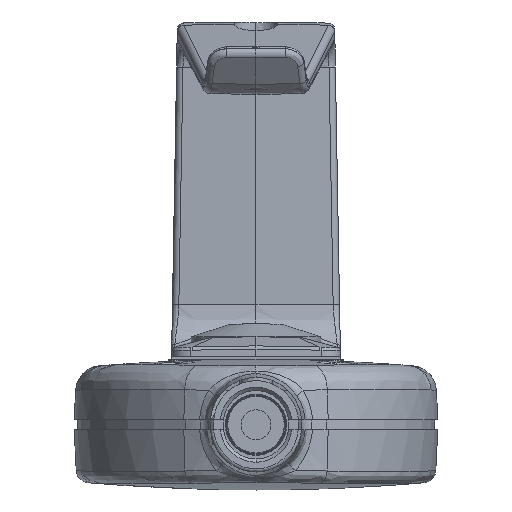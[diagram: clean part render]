
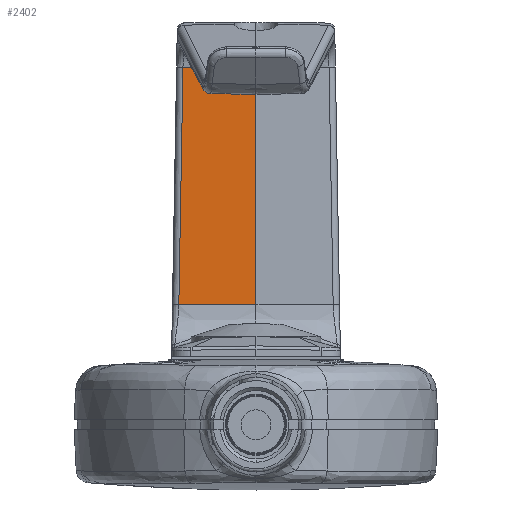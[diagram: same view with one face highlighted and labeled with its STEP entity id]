
A CAD part, front view. The second image highlights one B-rep face of the part: STEP entity #2402.
In plain terms, the highlighted planar face has unit normal (-0.018, -1, 0).
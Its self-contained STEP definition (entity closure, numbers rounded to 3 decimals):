
#2327 = ORIENTED_EDGE ( 'NONE', *, *, #2328, .T. ) ;
#2328 = EDGE_CURVE ( 'NONE', #2399, #2329, #13955, .T. ) ;
#2329 = VERTEX_POINT ( 'NONE', #13951 ) ;
#2330 = ORIENTED_EDGE ( 'NONE', *, *, #5325, .T. ) ;
#2341 = VERTEX_POINT ( 'NONE', #13988 ) ;
#2383 = VERTEX_POINT ( 'NONE', #14175 ) ;
#2384 = ORIENTED_EDGE ( 'NONE', *, *, #2385, .F. ) ;
#2385 = EDGE_CURVE ( 'NONE', #2341, #2383, #14112, .T. ) ;
#2399 = VERTEX_POINT ( 'NONE', #14203 ) ;
#2401 = EDGE_CURVE ( 'NONE', #2341, #2399, #14202, .T. ) ;
#2402 = ADVANCED_FACE ( 'NONE', ( #14197 ), #14195, .T. ) ;
#2403 = EDGE_LOOP ( 'NONE', ( #2404, #2327, #2330, #2384 ) ) ;
#2404 = ORIENTED_EDGE ( 'NONE', *, *, #2401, .T. ) ;
#5325 = EDGE_CURVE ( 'NONE', #2329, #2383, #23868, .T. ) ;
#13951 = CARTESIAN_POINT ( 'NONE',  ( -0.001, 62.899, 55.3 ) ) ;
#13952 = DIRECTION ( 'NONE',  ( 0., 0., 1. ) ) ;
#13953 = VECTOR ( 'NONE', #13952, 1000. ) ;
#13954 = CARTESIAN_POINT ( 'NONE',  ( -0.001, 62.899, 16.969 ) ) ;
#13955 = LINE ( 'NONE', #13954, #13953 ) ;
#13988 = CARTESIAN_POINT ( 'NONE',  ( -11.878, 63.106, 18.8 ) ) ;
#14112 = LINE ( 'NONE', #14171, #14170 ) ;
#14169 = DIRECTION ( 'NONE',  ( 0.017, 0., 1. ) ) ;
#14170 = VECTOR ( 'NONE', #14169, 1000. ) ;
#14171 = CARTESIAN_POINT ( 'NONE',  ( -11.241, 63.095, 55.3 ) ) ;
#14175 = CARTESIAN_POINT ( 'NONE',  ( -11.241, 63.095, 55.3 ) ) ;
#14191 = DIRECTION ( 'NONE',  ( 1., -0.017, 0. ) ) ;
#14192 = DIRECTION ( 'NONE',  ( -0.017, -1., 0. ) ) ;
#14193 = CARTESIAN_POINT ( 'NONE',  ( -0.001, 62.899, 16.969 ) ) ;
#14194 = AXIS2_PLACEMENT_3D ( 'NONE', #14193, #14192, #14191 ) ;
#14195 = PLANE ( 'NONE',  #14194 ) ;
#14197 = FACE_OUTER_BOUND ( 'NONE', #2403, .T. ) ;
#14199 = DIRECTION ( 'NONE',  ( 1., -0.017, 0. ) ) ;
#14200 = VECTOR ( 'NONE', #14199, 1000. ) ;
#14201 = CARTESIAN_POINT ( 'NONE',  ( -0.001, 62.899, 18.8 ) ) ;
#14202 = LINE ( 'NONE', #14201, #14200 ) ;
#14203 = CARTESIAN_POINT ( 'NONE',  ( -0.001, 62.899, 18.8 ) ) ;
#23865 = DIRECTION ( 'NONE',  ( -1., 0.017, 0. ) ) ;
#23866 = VECTOR ( 'NONE', #23865, 1000. ) ;
#23867 = CARTESIAN_POINT ( 'NONE',  ( -499000.001, 8772.976, 55.3 ) ) ;
#23868 = LINE ( 'NONE', #23867, #23866 ) ;
